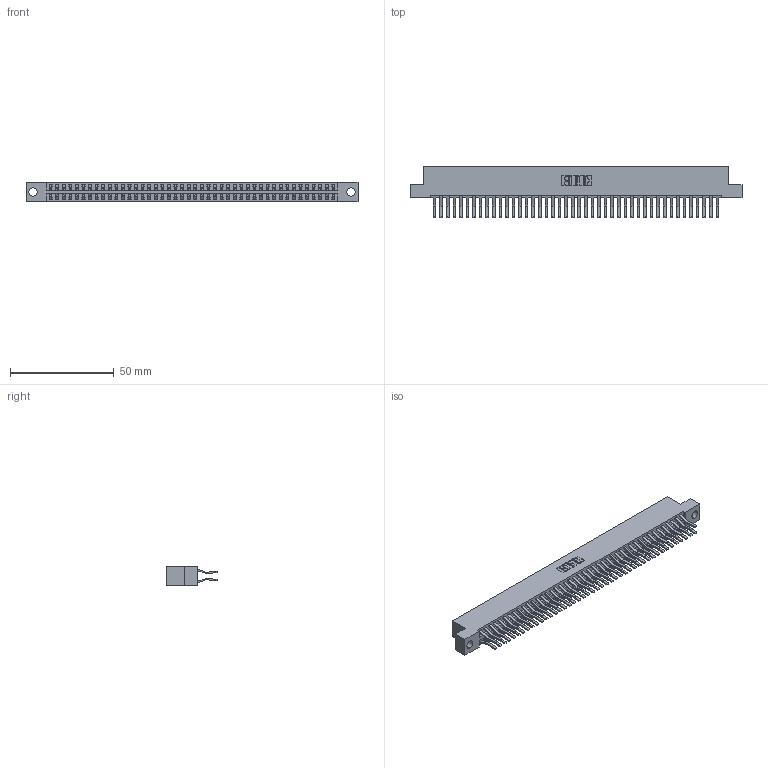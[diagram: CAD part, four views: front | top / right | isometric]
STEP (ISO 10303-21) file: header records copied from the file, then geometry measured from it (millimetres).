
FILE_DESCRIPTION (( 'STEP AP203' ), '1' );
FILE_NAME ('396-088-560-204.STEP', '2018-09-12T03:50:39', ( '' ), ( '' ), 'SwSTEP 2.0', 'SolidWorks 2016', '' );
FILE_SCHEMA (( 'CONFIG_CONTROL_DESIGN' ));
Length unit declared in the file: inch
Products named in the file (3): 346 Part_Flush Mounting Lugs - 0.156 Dia-TH; 345-292-001_560 Tail; 396-088-560-204
Assembly tree (89 placements, depth 2):
  396-088-560-204
    346 Part_Flush Mounting Lugs - 0.156 Dia-TH
    345-292-001_560 Tail  x88
Bounding box: 160.27 x 24.78 x 9.4 mm (x, y, z)
Volume: 16133.2 mm3; surface area: 23559.8 mm2
Topology: 89 solids, 89 shells, 4874 faces, 14497 edges, 9546 vertices
Faces by surface type: plane 3156, cylinder 1718
Entity records: 28537 total; most frequent: CARTESIAN_POINT 4700, ORIENTED_EDGE 4634, DIRECTION 4197, EDGE_CURVE 2317, VECTOR 2005, LINE 2005, VERTEX_POINT 1542, AXIS2_PLACEMENT_3D 1096
